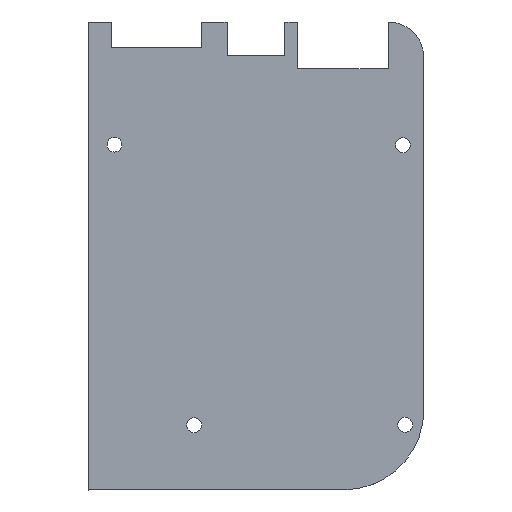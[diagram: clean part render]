
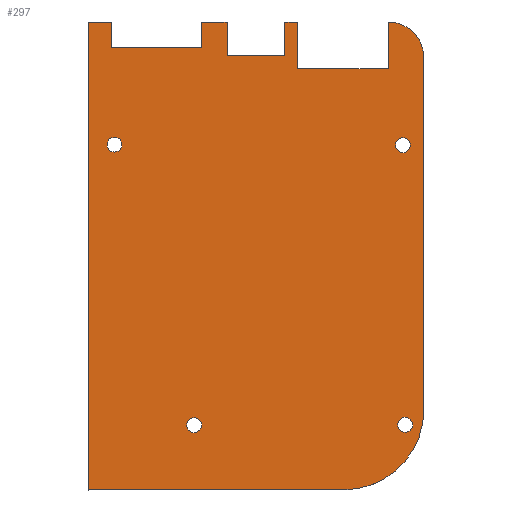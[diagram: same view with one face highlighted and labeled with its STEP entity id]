
A CAD part, top view. The second image highlights one B-rep face of the part: STEP entity #297.
In plain terms, the highlighted planar face has unit normal (0, 0, 1).
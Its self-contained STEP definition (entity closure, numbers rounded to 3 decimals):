
#35 = VERTEX_POINT('',#36);
#36 = CARTESIAN_POINT('',(80.3,-75.26,1.6));
#42 = EDGE_CURVE('',#35,#43,#45,.T.);
#43 = VERTEX_POINT('',#44);
#44 = CARTESIAN_POINT('',(96.7,-75.25,1.6));
#45 = LINE('',#46,#47);
#46 = CARTESIAN_POINT('',(80.3,-75.26,1.6));
#47 = VECTOR('',#48,1.);
#48 = DIRECTION('',(1.,0.001,0.));
#75 = VERTEX_POINT('',#76);
#76 = CARTESIAN_POINT('',(80.3,-70.64,1.6));
#82 = EDGE_CURVE('',#75,#35,#83,.T.);
#83 = LINE('',#84,#85);
#84 = CARTESIAN_POINT('',(80.3,-70.64,1.6));
#85 = VECTOR('',#86,1.);
#86 = DIRECTION('',(0.,-1.,0.));
#104 = EDGE_CURVE('',#43,#105,#107,.T.);
#105 = VERTEX_POINT('',#106);
#106 = CARTESIAN_POINT('',(96.7,-70.65,1.6));
#107 = LINE('',#108,#109);
#108 = CARTESIAN_POINT('',(96.7,-75.25,1.6));
#109 = VECTOR('',#110,1.);
#110 = DIRECTION('',(0.,1.,0.));
#297 = ADVANCED_FACE('',(#298,#415,#426,#437,#448),#459,.T.);
#298 = FACE_BOUND('',#299,.T.);
#299 = EDGE_LOOP('',(#300,#301,#302,#310,#318,#326,#335,#343,#352,#360,
    #368,#376,#384,#392,#400,#408,#414));
#300 = ORIENTED_EDGE('',*,*,#42,.F.);
#301 = ORIENTED_EDGE('',*,*,#82,.F.);
#302 = ORIENTED_EDGE('',*,*,#303,.F.);
#303 = EDGE_CURVE('',#304,#75,#306,.T.);
#304 = VERTEX_POINT('',#305);
#305 = CARTESIAN_POINT('',(76.06,-70.64,1.6));
#306 = LINE('',#307,#308);
#307 = CARTESIAN_POINT('',(76.06,-70.64,1.6));
#308 = VECTOR('',#309,1.);
#309 = DIRECTION('',(1.,0.,0.));
#310 = ORIENTED_EDGE('',*,*,#311,.F.);
#311 = EDGE_CURVE('',#312,#304,#314,.T.);
#312 = VERTEX_POINT('',#313);
#313 = CARTESIAN_POINT('',(76.06,-155.69,1.6));
#314 = LINE('',#315,#316);
#315 = CARTESIAN_POINT('',(76.06,-155.69,1.6));
#316 = VECTOR('',#317,1.);
#317 = DIRECTION('',(0.,1.,0.));
#318 = ORIENTED_EDGE('',*,*,#319,.F.);
#319 = EDGE_CURVE('',#320,#312,#322,.T.);
#320 = VERTEX_POINT('',#321);
#321 = CARTESIAN_POINT('',(122.51,-155.66,1.6));
#322 = LINE('',#323,#324);
#323 = CARTESIAN_POINT('',(122.51,-155.66,1.6));
#324 = VECTOR('',#325,1.);
#325 = DIRECTION('',(-1.,-0.001,0.));
#326 = ORIENTED_EDGE('',*,*,#327,.F.);
#327 = EDGE_CURVE('',#328,#320,#330,.T.);
#328 = VERTEX_POINT('',#329);
#329 = CARTESIAN_POINT('',(137.07,-141.09,1.6));
#330 = CIRCLE('',#331,14.56);
#331 = AXIS2_PLACEMENT_3D('',#332,#333,#334);
#332 = CARTESIAN_POINT('',(122.51,-141.1,1.6));
#333 = DIRECTION('',(0.,0.,-1.));
#334 = DIRECTION('',(1.,0.001,0.));
#335 = ORIENTED_EDGE('',*,*,#336,.F.);
#336 = EDGE_CURVE('',#337,#328,#339,.T.);
#337 = VERTEX_POINT('',#338);
#338 = CARTESIAN_POINT('',(137.06,-77.1,1.6));
#339 = LINE('',#340,#341);
#340 = CARTESIAN_POINT('',(137.06,-77.1,1.6));
#341 = VECTOR('',#342,1.);
#342 = DIRECTION('',(0.,-1.,0.));
#343 = ORIENTED_EDGE('',*,*,#344,.F.);
#344 = EDGE_CURVE('',#345,#337,#347,.T.);
#345 = VERTEX_POINT('',#346);
#346 = CARTESIAN_POINT('',(130.6,-70.65,1.6));
#347 = CIRCLE('',#348,6.45);
#348 = AXIS2_PLACEMENT_3D('',#349,#350,#351);
#349 = CARTESIAN_POINT('',(130.61,-77.1,1.6));
#350 = DIRECTION('',(0.,0.,-1.));
#351 = DIRECTION('',(-0.002,1.,0.));
#352 = ORIENTED_EDGE('',*,*,#353,.F.);
#353 = EDGE_CURVE('',#354,#345,#356,.T.);
#354 = VERTEX_POINT('',#355);
#355 = CARTESIAN_POINT('',(130.6,-79.15,1.6));
#356 = LINE('',#357,#358);
#357 = CARTESIAN_POINT('',(130.6,-79.15,1.6));
#358 = VECTOR('',#359,1.);
#359 = DIRECTION('',(0.,1.,0.));
#360 = ORIENTED_EDGE('',*,*,#361,.F.);
#361 = EDGE_CURVE('',#362,#354,#364,.T.);
#362 = VERTEX_POINT('',#363);
#363 = CARTESIAN_POINT('',(114.1,-79.15,1.6));
#364 = LINE('',#365,#366);
#365 = CARTESIAN_POINT('',(114.1,-79.15,1.6));
#366 = VECTOR('',#367,1.);
#367 = DIRECTION('',(1.,0.,0.));
#368 = ORIENTED_EDGE('',*,*,#369,.F.);
#369 = EDGE_CURVE('',#370,#362,#372,.T.);
#370 = VERTEX_POINT('',#371);
#371 = CARTESIAN_POINT('',(114.1,-70.65,1.6));
#372 = LINE('',#373,#374);
#373 = CARTESIAN_POINT('',(114.1,-70.65,1.6));
#374 = VECTOR('',#375,1.);
#375 = DIRECTION('',(0.,-1.,0.));
#376 = ORIENTED_EDGE('',*,*,#377,.F.);
#377 = EDGE_CURVE('',#378,#370,#380,.T.);
#378 = VERTEX_POINT('',#379);
#379 = CARTESIAN_POINT('',(111.8,-70.65,1.6));
#380 = LINE('',#381,#382);
#381 = CARTESIAN_POINT('',(111.8,-70.65,1.6));
#382 = VECTOR('',#383,1.);
#383 = DIRECTION('',(1.,0.,0.));
#384 = ORIENTED_EDGE('',*,*,#385,.F.);
#385 = EDGE_CURVE('',#386,#378,#388,.T.);
#386 = VERTEX_POINT('',#387);
#387 = CARTESIAN_POINT('',(111.8,-76.65,1.6));
#388 = LINE('',#389,#390);
#389 = CARTESIAN_POINT('',(111.8,-76.65,1.6));
#390 = VECTOR('',#391,1.);
#391 = DIRECTION('',(0.,1.,0.));
#392 = ORIENTED_EDGE('',*,*,#393,.F.);
#393 = EDGE_CURVE('',#394,#386,#396,.T.);
#394 = VERTEX_POINT('',#395);
#395 = CARTESIAN_POINT('',(101.3,-76.65,1.6));
#396 = LINE('',#397,#398);
#397 = CARTESIAN_POINT('',(101.3,-76.65,1.6));
#398 = VECTOR('',#399,1.);
#399 = DIRECTION('',(1.,0.,0.));
#400 = ORIENTED_EDGE('',*,*,#401,.F.);
#401 = EDGE_CURVE('',#402,#394,#404,.T.);
#402 = VERTEX_POINT('',#403);
#403 = CARTESIAN_POINT('',(101.3,-70.65,1.6));
#404 = LINE('',#405,#406);
#405 = CARTESIAN_POINT('',(101.3,-70.65,1.6));
#406 = VECTOR('',#407,1.);
#407 = DIRECTION('',(0.,-1.,0.));
#408 = ORIENTED_EDGE('',*,*,#409,.F.);
#409 = EDGE_CURVE('',#105,#402,#410,.T.);
#410 = LINE('',#411,#412);
#411 = CARTESIAN_POINT('',(96.7,-70.65,1.6));
#412 = VECTOR('',#413,1.);
#413 = DIRECTION('',(1.,0.,0.));
#414 = ORIENTED_EDGE('',*,*,#104,.F.);
#415 = FACE_BOUND('',#416,.T.);
#416 = EDGE_LOOP('',(#417));
#417 = ORIENTED_EDGE('',*,*,#418,.T.);
#418 = EDGE_CURVE('',#419,#419,#421,.T.);
#419 = VERTEX_POINT('',#420);
#420 = CARTESIAN_POINT('',(95.33,-145.28,1.6));
#421 = CIRCLE('',#422,1.35);
#422 = AXIS2_PLACEMENT_3D('',#423,#424,#425);
#423 = CARTESIAN_POINT('',(95.33,-143.93,1.6));
#424 = DIRECTION('',(-0.,0.,-1.));
#425 = DIRECTION('',(0.,-1.,0.));
#426 = FACE_BOUND('',#427,.T.);
#427 = EDGE_LOOP('',(#428));
#428 = ORIENTED_EDGE('',*,*,#429,.T.);
#429 = EDGE_CURVE('',#430,#430,#432,.T.);
#430 = VERTEX_POINT('',#431);
#431 = CARTESIAN_POINT('',(133.69,-145.2,1.6));
#432 = CIRCLE('',#433,1.35);
#433 = AXIS2_PLACEMENT_3D('',#434,#435,#436);
#434 = CARTESIAN_POINT('',(133.69,-143.85,1.6));
#435 = DIRECTION('',(-0.,0.,-1.));
#436 = DIRECTION('',(-0.,-1.,0.));
#437 = FACE_BOUND('',#438,.T.);
#438 = EDGE_LOOP('',(#439));
#439 = ORIENTED_EDGE('',*,*,#440,.T.);
#440 = EDGE_CURVE('',#441,#441,#443,.T.);
#441 = VERTEX_POINT('',#442);
#442 = CARTESIAN_POINT('',(80.84,-94.28,1.6));
#443 = CIRCLE('',#444,1.35);
#444 = AXIS2_PLACEMENT_3D('',#445,#446,#447);
#445 = CARTESIAN_POINT('',(80.84,-92.93,1.6));
#446 = DIRECTION('',(-0.,0.,-1.));
#447 = DIRECTION('',(-0.,-1.,0.));
#448 = FACE_BOUND('',#449,.T.);
#449 = EDGE_LOOP('',(#450));
#450 = ORIENTED_EDGE('',*,*,#451,.T.);
#451 = EDGE_CURVE('',#452,#452,#454,.T.);
#452 = VERTEX_POINT('',#453);
#453 = CARTESIAN_POINT('',(133.26,-94.38,1.6));
#454 = CIRCLE('',#455,1.35);
#455 = AXIS2_PLACEMENT_3D('',#456,#457,#458);
#456 = CARTESIAN_POINT('',(133.26,-93.03,1.6));
#457 = DIRECTION('',(-0.,0.,-1.));
#458 = DIRECTION('',(-0.,-1.,0.));
#459 = PLANE('',#460);
#460 = AXIS2_PLACEMENT_3D('',#461,#462,#463);
#461 = CARTESIAN_POINT('',(0.,0.,1.6));
#462 = DIRECTION('',(0.,0.,1.));
#463 = DIRECTION('',(1.,0.,-0.));
